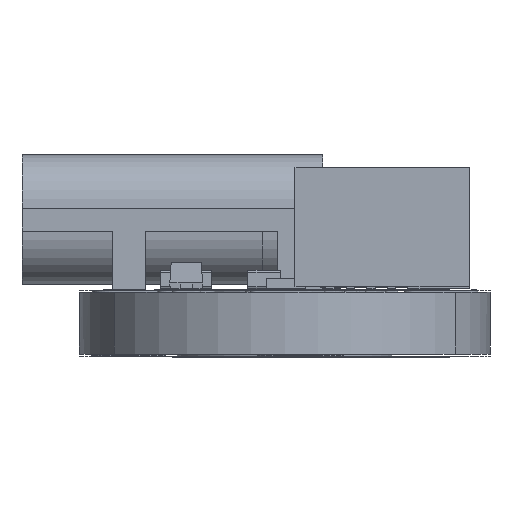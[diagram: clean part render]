
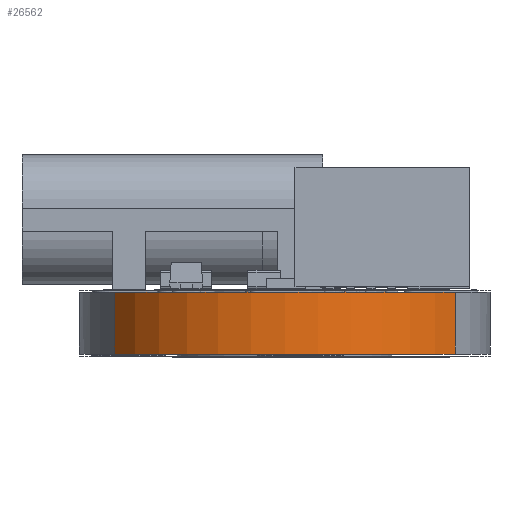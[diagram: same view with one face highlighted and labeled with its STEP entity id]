
A CAD part, left-side view. The second image highlights one B-rep face of the part: STEP entity #26562.
In plain terms, the highlighted cylindrical face has radius 4.925 mm (diameter 9.85 mm), a partial arc.
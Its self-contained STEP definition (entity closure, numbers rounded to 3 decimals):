
#523=CYLINDRICAL_SURFACE('',#28785,4.925);
#1493=CIRCLE('',#28786,4.925);
#1494=CIRCLE('',#28787,4.925);
#2741=FACE_OUTER_BOUND('',#3886,.T.);
#3886=EDGE_LOOP('',(#24348,#24349,#24350,#24351));
#7091=LINE('',#44660,#10284);
#7096=LINE('',#44691,#10289);
#10284=VECTOR('',#36014,10.);
#10289=VECTOR('',#36021,10.);
#13645=VERTEX_POINT('',#44654);
#13646=VERTEX_POINT('',#44659);
#13649=VERTEX_POINT('',#44679);
#13651=VERTEX_POINT('',#44686);
#17815=EDGE_CURVE('',#13645,#13646,#7091,.T.);
#17823=EDGE_CURVE('',#13649,#13651,#7096,.T.);
#17824=EDGE_CURVE('',#13649,#13645,#1493,.T.);
#17825=EDGE_CURVE('',#13651,#13646,#1494,.T.);
#24348=ORIENTED_EDGE('',*,*,#17824,.F.);
#24349=ORIENTED_EDGE('',*,*,#17823,.T.);
#24350=ORIENTED_EDGE('',*,*,#17825,.T.);
#24351=ORIENTED_EDGE('',*,*,#17815,.F.);
#26562=ADVANCED_FACE('',(#2741),#523,.T.);
#28785=AXIS2_PLACEMENT_3D('',#44692,#36022,#36023);
#28786=AXIS2_PLACEMENT_3D('',#44693,#36024,#36025);
#28787=AXIS2_PLACEMENT_3D('',#44694,#36026,#36027);
#36014=DIRECTION('',(0.,0.,-1.));
#36021=DIRECTION('',(0.,0.,-1.));
#36022=DIRECTION('center_axis',(0.,0.,-1.));
#36023=DIRECTION('ref_axis',(-0.537,0.843,0.));
#36024=DIRECTION('center_axis',(0.,0.,1.));
#36025=DIRECTION('ref_axis',(-0.537,0.843,0.));
#36026=DIRECTION('center_axis',(0.,0.,1.));
#36027=DIRECTION('ref_axis',(-0.537,-0.843,0.));
#44654=CARTESIAN_POINT('',(2.279,-9.154,0.));
#44659=CARTESIAN_POINT('',(2.279,-9.154,-1.51));
#44660=CARTESIAN_POINT('',(2.279,-9.154,0.));
#44679=CARTESIAN_POINT('',(2.279,-0.846,0.));
#44686=CARTESIAN_POINT('',(2.279,-0.846,-1.51));
#44691=CARTESIAN_POINT('',(2.279,-0.846,0.));
#44692=CARTESIAN_POINT('Origin',(4.925,-5.,0.));
#44693=CARTESIAN_POINT('Origin',(4.925,-5.,0.));
#44694=CARTESIAN_POINT('Origin',(4.925,-5.,-1.51));
